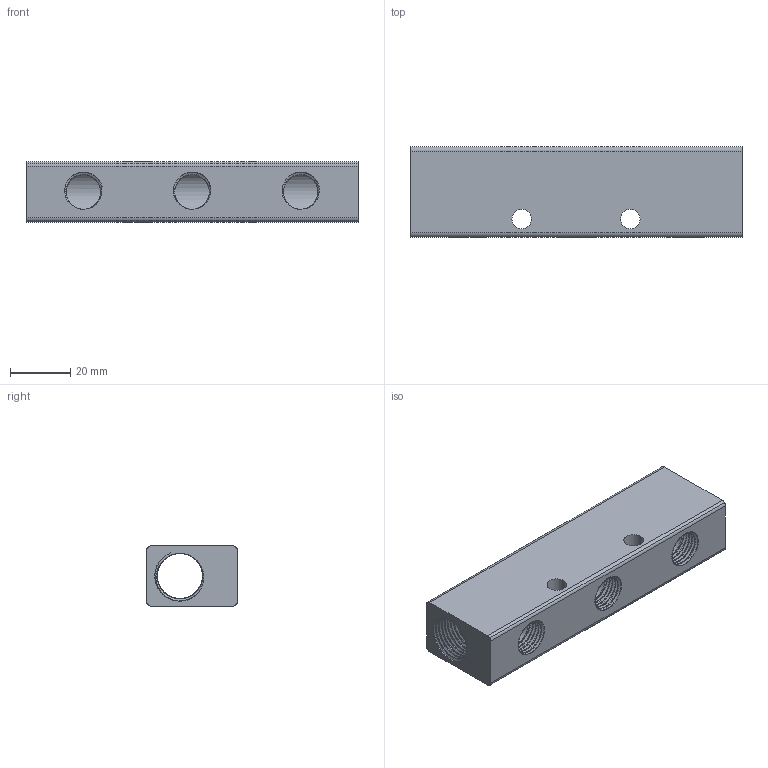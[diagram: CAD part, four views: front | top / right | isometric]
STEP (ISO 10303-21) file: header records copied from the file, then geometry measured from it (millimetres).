
FILE_DESCRIPTION((''),'2;1');
FILE_NAME('AU_013_1.stp','2007-12-01T23:57:56',('BP'),('AZ PNEUMATICA S.r.l.'),'Mechanical Desktop 2006','Mechanical Desktop 2006','Via Marco Biagi 6, 20020 Misinto (MI) Italia, ');
FILE_SCHEMA(('CONFIG_CONTROL_DESIGN'));
Length unit declared in the file: millimetre
Products named in the file (2): AU_013_1; PART1
Assembly tree (1 placements, depth 2):
  AU_013_1
    PART1
Bounding box: 110 x 30 x 20 mm (x, y, z)
Volume: 40582.2 mm3; surface area: 19666.5 mm2
Topology: 1 solids, 1 shells, 122 faces, 363 edges, 243 vertices
Faces by surface type: cylinder 86, bspline 25, plane 11
Entity records: 34194 total; most frequent: CARTESIAN_POINT 31247, ORIENTED_EDGE 726, DIRECTION 388, EDGE_CURVE 363, VERTEX_POINT 243, B_SPLINE_CURVE_WITH_KNOTS 219, AXIS2_PLACEMENT_3D 145, EDGE_LOOP 134
